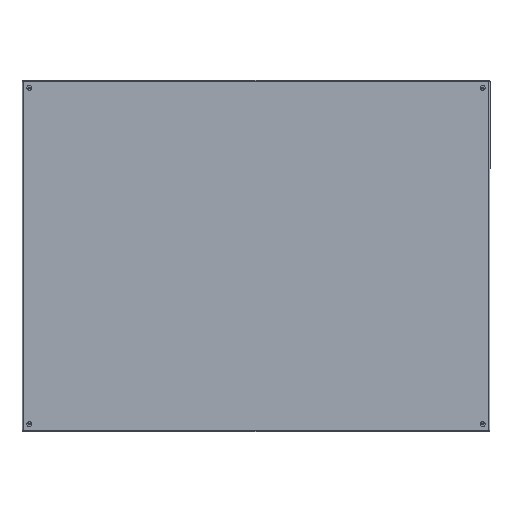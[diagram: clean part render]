
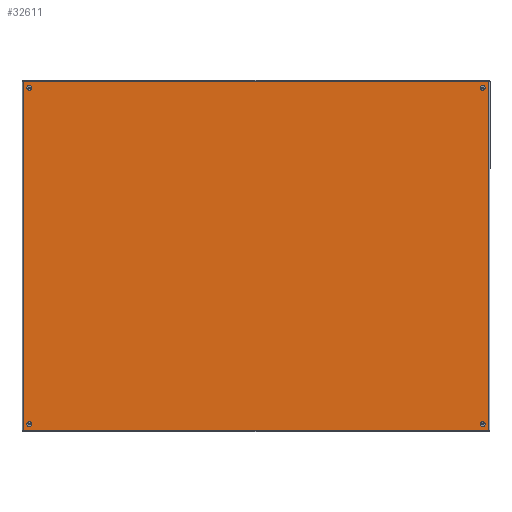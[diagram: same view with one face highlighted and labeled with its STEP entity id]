
A CAD part, left-side view. The second image highlights one B-rep face of the part: STEP entity #32611.
In plain terms, the highlighted face is planar.
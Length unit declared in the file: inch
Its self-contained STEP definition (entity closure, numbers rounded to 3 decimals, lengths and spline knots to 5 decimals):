
#3197 = ORIENTED_EDGE ( 'NONE', *, *, #57194, .T. ) ;
#3555 = ORIENTED_EDGE ( 'NONE', *, *, #69077, .T. ) ;
#3727 = ORIENTED_EDGE ( 'NONE', *, *, #66244, .T. ) ;
#4475 = AXIS2_PLACEMENT_3D ( 'NONE', #63617, #50780, #23515 ) ;
#6293 = DIRECTION ( 'NONE',  ( 0., -1., 0. ) ) ;
#6381 = DIRECTION ( 'NONE',  ( 0., 0., -1. ) ) ;
#6634 = CIRCLE ( 'NONE', #4475, 0.25 ) ;
#8325 = FACE_BOUND ( 'NONE', #31348, .T. ) ;
#9851 = ORIENTED_EDGE ( 'NONE', *, *, #24111, .T. ) ;
#10496 = EDGE_CURVE ( 'NONE', #60337, #21797, #47101, .T. ) ;
#10601 = EDGE_CURVE ( 'NONE', #21797, #60337, #53225, .T. ) ;
#11602 = VERTEX_POINT ( 'NONE', #62150 ) ;
#12925 = CARTESIAN_POINT ( 'NONE',  ( -17.928, 0., 23.875 ) ) ;
#13348 = VECTOR ( 'NONE', #14225, 39.37008 ) ;
#13508 = EDGE_LOOP ( 'NONE', ( #57564, #31217, #9851, #29960 ) ) ;
#14086 = EDGE_CURVE ( 'NONE', #46427, #31293, #14613, .T. ) ;
#14225 = DIRECTION ( 'NONE',  ( -1., 0., 0. ) ) ;
#14613 = LINE ( 'NONE', #60579, #79514 ) ;
#14812 = CARTESIAN_POINT ( 'NONE',  ( 17.25, 0., -23. ) ) ;
#15080 = DIRECTION ( 'NONE',  ( 0., 0., 1. ) ) ;
#15111 = EDGE_LOOP ( 'NONE', ( #74579, #3197 ) ) ;
#15367 = CARTESIAN_POINT ( 'NONE',  ( -17.928, 0., 23.892 ) ) ;
#17160 = CARTESIAN_POINT ( 'NONE',  ( -17.25, 0., -23.25 ) ) ;
#17515 = CARTESIAN_POINT ( 'NONE',  ( 17.25, 0., -23.25 ) ) ;
#20198 = AXIS2_PLACEMENT_3D ( 'NONE', #57126, #70239, #83129 ) ;
#20866 = VERTEX_POINT ( 'NONE', #46872 ) ;
#21595 = DIRECTION ( 'NONE',  ( 0., 0., 1. ) ) ;
#21762 = CARTESIAN_POINT ( 'NONE',  ( -17.928, 0., 23.892 ) ) ;
#21797 = VERTEX_POINT ( 'NONE', #37519 ) ;
#21834 = AXIS2_PLACEMENT_3D ( 'NONE', #49403, #35053, #15080 ) ;
#21900 = PLANE ( 'NONE',  #29305 ) ;
#22145 = DIRECTION ( 'NONE',  ( -1., 0., 0. ) ) ;
#23084 = ORIENTED_EDGE ( 'NONE', *, *, #10496, .T. ) ;
#23515 = DIRECTION ( 'NONE',  ( 0., 0., 1. ) ) ;
#24111 = EDGE_CURVE ( 'NONE', #31293, #20866, #71245, .T. ) ;
#27273 = CIRCLE ( 'NONE', #20198, 0.25 ) ;
#27439 = VERTEX_POINT ( 'NONE', #21762 ) ;
#27816 = CARTESIAN_POINT ( 'NONE',  ( -17.25, 0., -23.5 ) ) ;
#29305 = AXIS2_PLACEMENT_3D ( 'NONE', #48317, #34255, #21595 ) ;
#29960 = ORIENTED_EDGE ( 'NONE', *, *, #33393, .T. ) ;
#30029 = EDGE_CURVE ( 'NONE', #11602, #31219, #74355, .T. ) ;
#30734 = CARTESIAN_POINT ( 'NONE',  ( 17.928, 0., 23.892 ) ) ;
#31217 = ORIENTED_EDGE ( 'NONE', *, *, #14086, .T. ) ;
#31219 = VERTEX_POINT ( 'NONE', #35428 ) ;
#31293 = VERTEX_POINT ( 'NONE', #63435 ) ;
#31348 = EDGE_LOOP ( 'NONE', ( #69463, #72887 ) ) ;
#32611 = ADVANCED_FACE ( 'NONE', ( #59671, #76465, #85767, #8325, #44045 ), #21900, .T. ) ;
#33227 = DIRECTION ( 'NONE',  ( 0., 0., 1. ) ) ;
#33393 = EDGE_CURVE ( 'NONE', #20866, #27439, #75129, .T. ) ;
#34255 = DIRECTION ( 'NONE',  ( 0., 1., 0. ) ) ;
#34831 = DIRECTION ( 'NONE',  ( 0., 0., 1. ) ) ;
#35053 = DIRECTION ( 'NONE',  ( 0., -1., 0. ) ) ;
#35428 = CARTESIAN_POINT ( 'NONE',  ( -17.25, 0., 23.5 ) ) ;
#37012 = EDGE_CURVE ( 'NONE', #31219, #11602, #6634, .T. ) ;
#37519 = CARTESIAN_POINT ( 'NONE',  ( 17.25, 0., 23.5 ) ) ;
#38616 = VECTOR ( 'NONE', #33227, 39.37008 ) ;
#38850 = VECTOR ( 'NONE', #22145, 39.37008 ) ;
#40085 = DIRECTION ( 'NONE',  ( 0., 0., 1. ) ) ;
#41383 = CIRCLE ( 'NONE', #46797, 0.25 ) ;
#44045 = FACE_BOUND ( 'NONE', #50804, .T. ) ;
#45279 = AXIS2_PLACEMENT_3D ( 'NONE', #68118, #80974, #34831 ) ;
#46427 = VERTEX_POINT ( 'NONE', #30734 ) ;
#46797 = AXIS2_PLACEMENT_3D ( 'NONE', #17515, #64047, #50650 ) ;
#46872 = CARTESIAN_POINT ( 'NONE',  ( -17.928, 0., -23.892 ) ) ;
#47101 = CIRCLE ( 'NONE', #69702, 0.25 ) ;
#47110 = DIRECTION ( 'NONE',  ( 0., -1., 0. ) ) ;
#47216 = AXIS2_PLACEMENT_3D ( 'NONE', #17160, #77463, #78312 ) ;
#47643 = CIRCLE ( 'NONE', #45279, 0.25 ) ;
#48317 = CARTESIAN_POINT ( 'NONE',  ( 0., 0., 0. ) ) ;
#49403 = CARTESIAN_POINT ( 'NONE',  ( -17.25, 0., 23.25 ) ) ;
#50650 = DIRECTION ( 'NONE',  ( 0., 0., 1. ) ) ;
#50780 = DIRECTION ( 'NONE',  ( 0., -1., 0. ) ) ;
#50804 = EDGE_LOOP ( 'NONE', ( #3727, #3555 ) ) ;
#51282 = CARTESIAN_POINT ( 'NONE',  ( 17.25, 0., -23.5 ) ) ;
#52307 = DIRECTION ( 'NONE',  ( 0., 0., 1. ) ) ;
#53225 = CIRCLE ( 'NONE', #80503, 0.25 ) ;
#55235 = CARTESIAN_POINT ( 'NONE',  ( 0., 0., -23.892 ) ) ;
#57126 = CARTESIAN_POINT ( 'NONE',  ( 17.25, 0., -23.25 ) ) ;
#57194 = EDGE_CURVE ( 'NONE', #65796, #63443, #27273, .T. ) ;
#57564 = ORIENTED_EDGE ( 'NONE', *, *, #60625, .F. ) ;
#59671 = FACE_OUTER_BOUND ( 'NONE', #13508, .T. ) ;
#60337 = VERTEX_POINT ( 'NONE', #83575 ) ;
#60579 = CARTESIAN_POINT ( 'NONE',  ( 17.928, 0., -39.875 ) ) ;
#60625 = EDGE_CURVE ( 'NONE', #46427, #27439, #73095, .T. ) ;
#61119 = EDGE_LOOP ( 'NONE', ( #79015, #23084 ) ) ;
#62150 = CARTESIAN_POINT ( 'NONE',  ( -17.25, 0., 23. ) ) ;
#63197 = EDGE_CURVE ( 'NONE', #63443, #65796, #41383, .T. ) ;
#63435 = CARTESIAN_POINT ( 'NONE',  ( 17.928, 0., -23.892 ) ) ;
#63443 = VERTEX_POINT ( 'NONE', #14812 ) ;
#63617 = CARTESIAN_POINT ( 'NONE',  ( -17.25, 0., 23.25 ) ) ;
#64047 = DIRECTION ( 'NONE',  ( 0., -1., 0. ) ) ;
#65796 = VERTEX_POINT ( 'NONE', #51282 ) ;
#66244 = EDGE_CURVE ( 'NONE', #85416, #76287, #77318, .T. ) ;
#68118 = CARTESIAN_POINT ( 'NONE',  ( -17.25, 0., -23.25 ) ) ;
#69077 = EDGE_CURVE ( 'NONE', #76287, #85416, #47643, .T. ) ;
#69101 = CARTESIAN_POINT ( 'NONE',  ( -17.25, 0., -23. ) ) ;
#69463 = ORIENTED_EDGE ( 'NONE', *, *, #37012, .T. ) ;
#69702 = AXIS2_PLACEMENT_3D ( 'NONE', #86161, #6293, #52307 ) ;
#70239 = DIRECTION ( 'NONE',  ( 0., -1., 0. ) ) ;
#71245 = LINE ( 'NONE', #55235, #38850 ) ;
#72887 = ORIENTED_EDGE ( 'NONE', *, *, #30029, .T. ) ;
#73095 = LINE ( 'NONE', #15367, #13348 ) ;
#74355 = CIRCLE ( 'NONE', #21834, 0.25 ) ;
#74579 = ORIENTED_EDGE ( 'NONE', *, *, #63197, .T. ) ;
#75129 = LINE ( 'NONE', #12925, #38616 ) ;
#76287 = VERTEX_POINT ( 'NONE', #27816 ) ;
#76465 = FACE_BOUND ( 'NONE', #61119, .T. ) ;
#77318 = CIRCLE ( 'NONE', #47216, 0.25 ) ;
#77463 = DIRECTION ( 'NONE',  ( 0., -1., 0. ) ) ;
#78312 = DIRECTION ( 'NONE',  ( 0., 0., 1. ) ) ;
#79015 = ORIENTED_EDGE ( 'NONE', *, *, #10601, .T. ) ;
#79514 = VECTOR ( 'NONE', #6381, 39.37008 ) ;
#80047 = CARTESIAN_POINT ( 'NONE',  ( 17.25, 0., 23.25 ) ) ;
#80503 = AXIS2_PLACEMENT_3D ( 'NONE', #80047, #47110, #40085 ) ;
#80974 = DIRECTION ( 'NONE',  ( 0., -1., 0. ) ) ;
#83129 = DIRECTION ( 'NONE',  ( 0., 0., 1. ) ) ;
#83575 = CARTESIAN_POINT ( 'NONE',  ( 17.25, 0., 23. ) ) ;
#85416 = VERTEX_POINT ( 'NONE', #69101 ) ;
#85767 = FACE_BOUND ( 'NONE', #15111, .T. ) ;
#86161 = CARTESIAN_POINT ( 'NONE',  ( 17.25, 0., 23.25 ) ) ;
